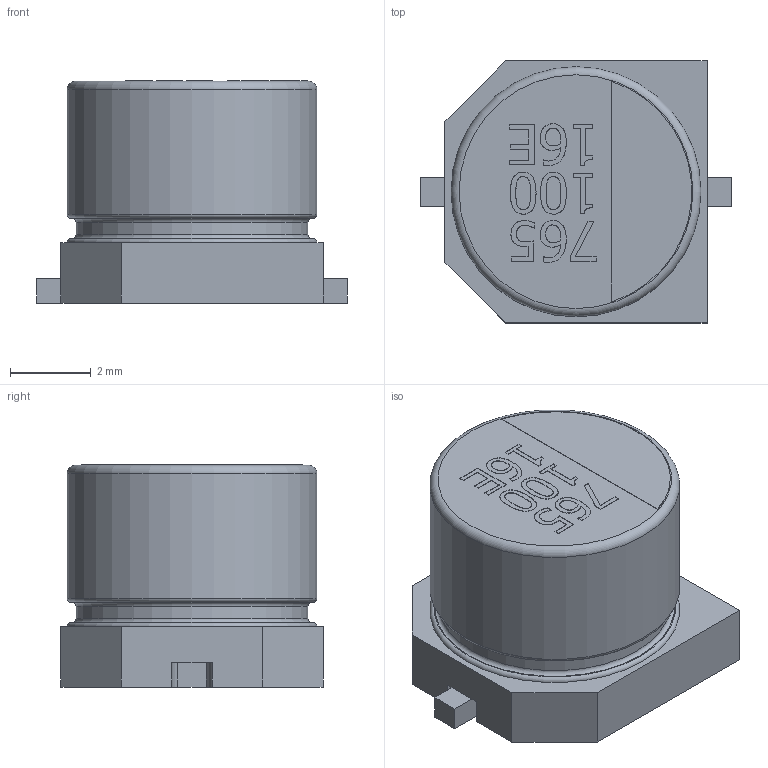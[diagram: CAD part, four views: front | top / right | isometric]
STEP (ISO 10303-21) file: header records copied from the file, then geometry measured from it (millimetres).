
FILE_DESCRIPTION(/* description */ ('CAPACITOR ELECTROLITICO 100UF X 16v SMD'),/* implementation_level */ '2;1');
FILE_NAME(/* name */ 'CAP-ELEC-SMD-100UF.stp',/* time_stamp */ '2020-11-26T06:55:01-03:00',/* author */ ('laguerre'),/* organization */ (''),/* preprocessor_version */ 'ST-DEVELOPER v17',/* originating_system */ 'Autodesk Inventor 2018',/* authorisation */ '');
FILE_SCHEMA (('AUTOMOTIVE_DESIGN { 1 0 10303 214 3 1 1 }'));
Length unit declared in the file: millimetre
Products named in the file (1): CE-CAP-ELE100UF SMD
Bounding box: 7.7 x 6.5 x 5.51 mm (x, y, z)
Volume: 177.5 mm3; surface area: 213.4 mm2
Topology: 1 solids, 1 shells, 181 faces, 488 edges, 326 vertices
Faces by surface type: plane 94, bspline 77, cylinder 5, torus 5
Full cylindrical faces by diameter (mm): 5.75 x1, 6.2 x1
Entity records: 6354 total; most frequent: CARTESIAN_POINT 2228, ORIENTED_EDGE 976, DIRECTION 575, EDGE_CURVE 488, VERTEX_POINT 326, LINE 303, VECTOR 303, EDGE_LOOP 198
